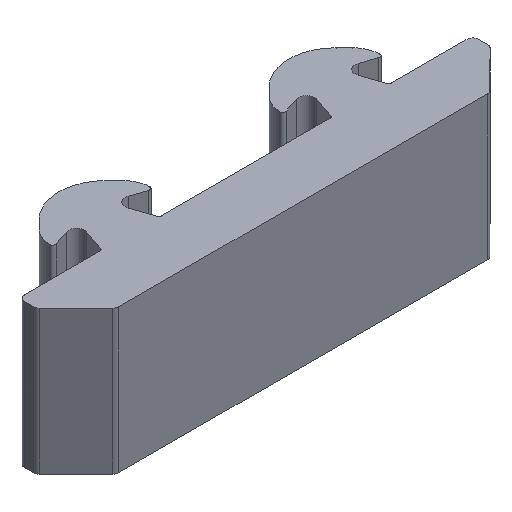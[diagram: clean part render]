
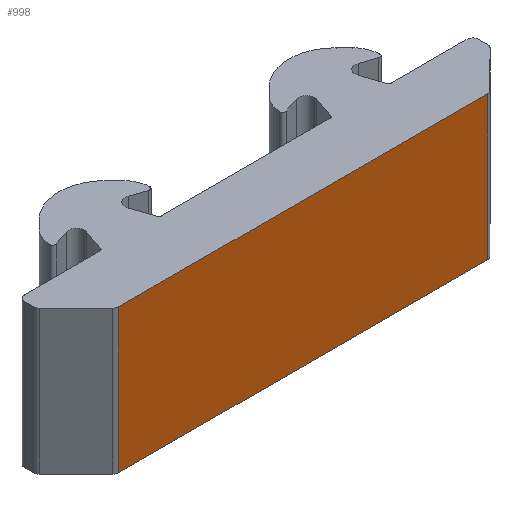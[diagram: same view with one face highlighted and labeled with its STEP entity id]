
A CAD part, isometric view. The second image highlights one B-rep face of the part: STEP entity #998.
In plain terms, the highlighted planar face has unit normal (0, -1, 0).
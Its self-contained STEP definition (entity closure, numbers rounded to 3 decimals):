
#96 = ORIENTED_EDGE ( 'NONE', *, *, #292, .T. ) ;
#250 = CARTESIAN_POINT ( 'NONE',  ( -32.086, -5.136, 0. ) ) ;
#267 = DIRECTION ( 'NONE',  ( 1., 0., 0. ) ) ;
#292 = EDGE_CURVE ( 'NONE', #837, #498, #486, .T. ) ;
#315 = EDGE_CURVE ( 'NONE', #986, #498, #1022, .T. ) ;
#379 = FACE_OUTER_BOUND ( 'NONE', #575, .T. ) ;
#458 = DIRECTION ( 'NONE',  ( 0., 0., -1. ) ) ;
#471 = ORIENTED_EDGE ( 'NONE', *, *, #315, .F. ) ;
#486 = LINE ( 'NONE', #777, #1532 ) ;
#498 = VERTEX_POINT ( 'NONE', #1651 ) ;
#555 = CARTESIAN_POINT ( 'NONE',  ( 32.086, -5.136, -25. ) ) ;
#575 = EDGE_LOOP ( 'NONE', ( #471, #1627, #753, #96 ) ) ;
#592 = DIRECTION ( 'NONE',  ( 0., 0., 1. ) ) ;
#597 = AXIS2_PLACEMENT_3D ( 'NONE', #907, #1434, #458 ) ;
#692 = LINE ( 'NONE', #1623, #1601 ) ;
#753 = ORIENTED_EDGE ( 'NONE', *, *, #1277, .T. ) ;
#777 = CARTESIAN_POINT ( 'NONE',  ( 32.086, -5.136, -25. ) ) ;
#837 = VERTEX_POINT ( 'NONE', #555 ) ;
#884 = DIRECTION ( 'NONE',  ( 0., 0., 1. ) ) ;
#907 = CARTESIAN_POINT ( 'NONE',  ( -32.086, -5.136, -25. ) ) ;
#962 = LINE ( 'NONE', #1511, #1477 ) ;
#986 = VERTEX_POINT ( 'NONE', #1102 ) ;
#998 = ADVANCED_FACE ( 'NONE', ( #379 ), #1661, .T. ) ;
#1022 = LINE ( 'NONE', #250, #1023 ) ;
#1023 = VECTOR ( 'NONE', #267, 1000. ) ;
#1102 = CARTESIAN_POINT ( 'NONE',  ( -32.086, -5.136, 0. ) ) ;
#1144 = VERTEX_POINT ( 'NONE', #1170 ) ;
#1170 = CARTESIAN_POINT ( 'NONE',  ( -32.086, -5.136, -25. ) ) ;
#1242 = DIRECTION ( 'NONE',  ( 1., 0., 0. ) ) ;
#1277 = EDGE_CURVE ( 'NONE', #1144, #837, #692, .T. ) ;
#1316 = EDGE_CURVE ( 'NONE', #1144, #986, #962, .T. ) ;
#1434 = DIRECTION ( 'NONE',  ( 0., -1., 0. ) ) ;
#1477 = VECTOR ( 'NONE', #592, 1000. ) ;
#1511 = CARTESIAN_POINT ( 'NONE',  ( -32.086, -5.136, -25. ) ) ;
#1532 = VECTOR ( 'NONE', #884, 1000. ) ;
#1601 = VECTOR ( 'NONE', #1242, 1000. ) ;
#1623 = CARTESIAN_POINT ( 'NONE',  ( -32.086, -5.136, -25. ) ) ;
#1627 = ORIENTED_EDGE ( 'NONE', *, *, #1316, .F. ) ;
#1651 = CARTESIAN_POINT ( 'NONE',  ( 32.086, -5.136, 0. ) ) ;
#1661 = PLANE ( 'NONE',  #597 ) ;
